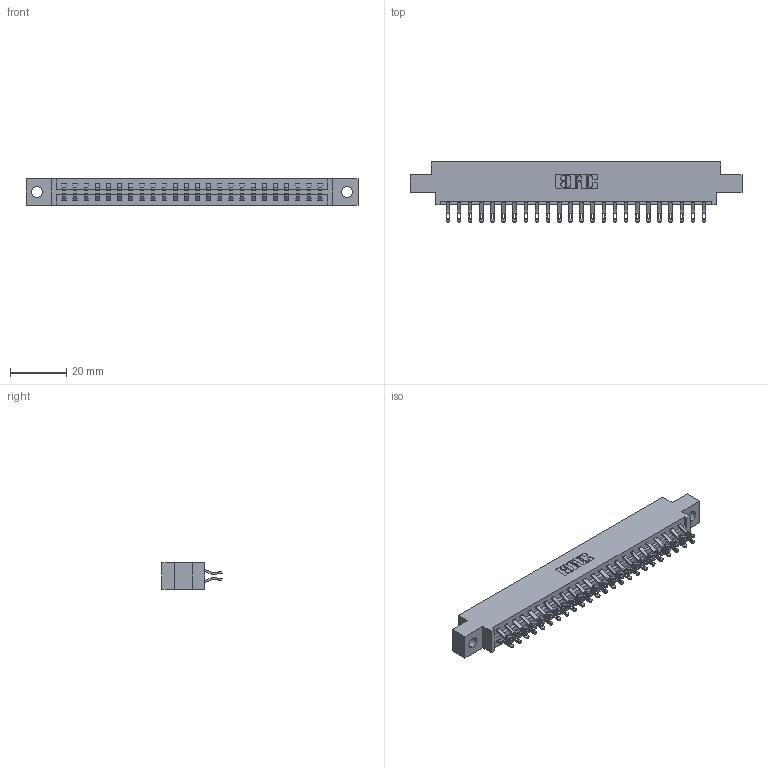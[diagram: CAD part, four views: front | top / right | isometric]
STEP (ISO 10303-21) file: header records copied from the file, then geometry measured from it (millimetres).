
FILE_DESCRIPTION (( 'STEP AP203' ), '1' );
FILE_NAME ('337-048-555-804.STEP', '2019-10-11T15:43:31', ( '' ), ( '' ), 'SwSTEP 2.0', 'SolidWorks 2016', '' );
FILE_SCHEMA (( 'CONFIG_CONTROL_DESIGN' ));
Length unit declared in the file: inch
Products named in the file (3): 345-292-001_555 Tail; 337-048-555-804; 337 Part_0.170 Offset - 0.156 Dia-TH
Assembly tree (49 placements, depth 2):
  337-048-555-804
    337 Part_0.170 Offset - 0.156 Dia-TH
    345-292-001_555 Tail  x48
Bounding box: 118.11 x 21.47 x 9.4 mm (x, y, z)
Volume: 12141.6 mm3; surface area: 13981.2 mm2
Topology: 49 solids, 49 shells, 2998 faces, 9395 edges, 6262 vertices
Faces by surface type: plane 1802, cylinder 1196
Entity records: 21397 total; most frequent: CARTESIAN_POINT 3656, ORIENTED_EDGE 3562, DIRECTION 3113, EDGE_CURVE 1781, VECTOR 1633, LINE 1633, VERTEX_POINT 1186, AXIS2_PLACEMENT_3D 740
